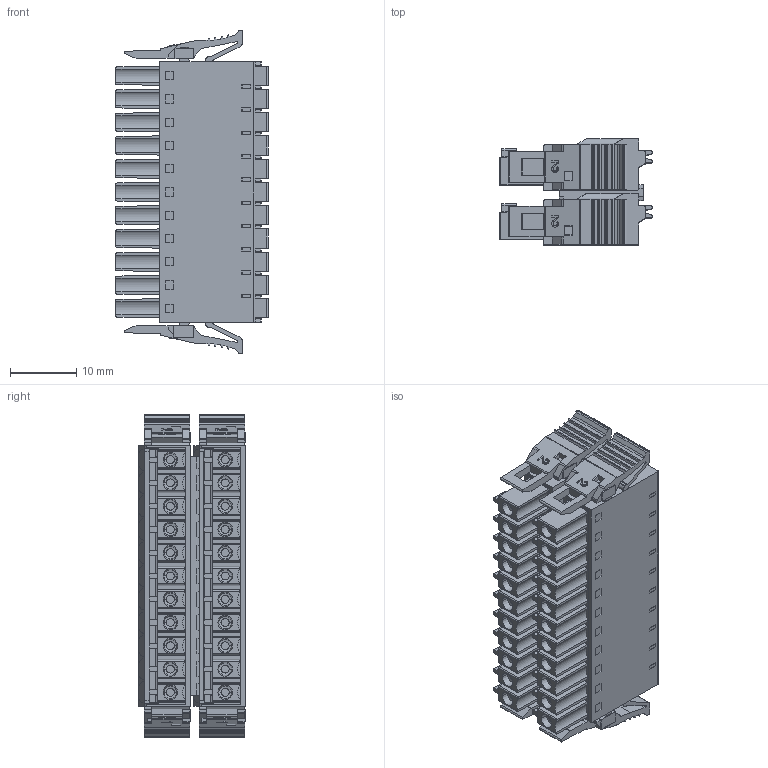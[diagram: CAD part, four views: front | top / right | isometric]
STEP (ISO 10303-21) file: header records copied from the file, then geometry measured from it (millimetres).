
FILE_DESCRIPTION((''),'2;1');
FILE_NAME('PRT0004','2024-09-25T',('sheji'),(''),'PRO/ENGINEER BY PARAMETRIC TECHNOLOGY CORPORATION, 2015240','PRO/ENGINEER BY PARAMETRIC TECHNOLOGY CORPORATION, 2015240','');
FILE_SCHEMA(('CONFIG_CONTROL_DESIGN'));
Products named in the file (1): PRT0004
Bounding box: 22.9 x 16 x 48.6 mm (x, y, z)
Volume: 10216.3 mm3; surface area: 9137.1 mm2
Topology: 5 solids, 19 shells, 2964 faces, 8031 edges, 5232 vertices
Faces by surface type: plane 1898, cylinder 806, cone 176, torus 44, extrusion 40
Entity records: 94276 total; most frequent: CARTESIAN_POINT 18796, ORIENTED_EDGE 16062, DIRECTION 15233, EDGE_CURVE 8031, VECTOR 5917, LINE 5877, VERTEX_POINT 5232, AXIS2_PLACEMENT_3D 4658
